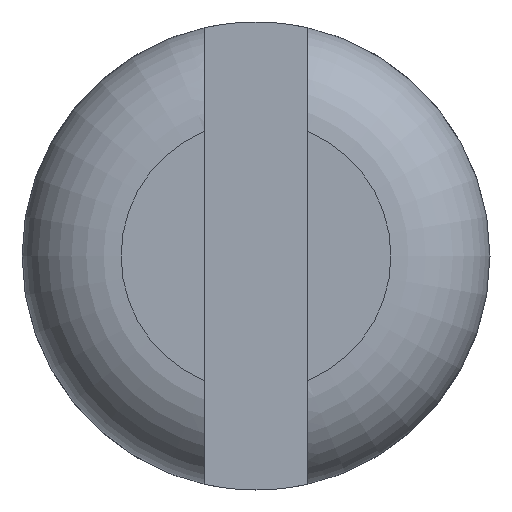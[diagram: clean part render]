
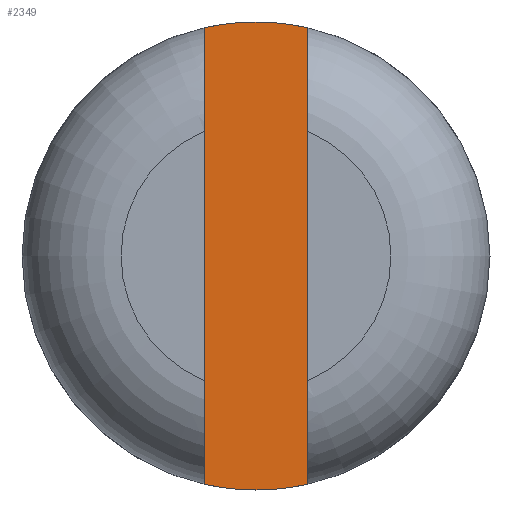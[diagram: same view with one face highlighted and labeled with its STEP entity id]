
A CAD part, left-side view. The second image highlights one B-rep face of the part: STEP entity #2349.
In plain terms, the highlighted planar face has unit normal (-1, 0, 0).
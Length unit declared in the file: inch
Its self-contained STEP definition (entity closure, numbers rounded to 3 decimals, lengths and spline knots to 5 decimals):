
#8 = VERTEX_POINT ( 'NONE', #599 ) ;
#26 = CARTESIAN_POINT ( 'NONE',  ( 0.027, -0.013, 0.05761 ) ) ;
#141 = ORIENTED_EDGE ( 'NONE', *, *, #3357, .F. ) ;
#206 = DIRECTION ( 'NONE',  ( 0., 0., 1. ) ) ;
#486 = DIRECTION ( 'NONE',  ( 0., 0., 1. ) ) ;
#550 = EDGE_CURVE ( 'NONE', #1266, #8, #1369, .T. ) ;
#599 = CARTESIAN_POINT ( 'NONE',  ( 0.027, 0., 0.05906 ) ) ;
#709 = DIRECTION ( 'NONE',  ( 1., 0., 0. ) ) ;
#716 = DIRECTION ( 'NONE',  ( -1., 0., 0. ) ) ;
#826 = AXIS2_PLACEMENT_3D ( 'NONE', #3456, #716, #1799 ) ;
#939 = PLANE ( 'NONE',  #826 ) ;
#942 = AXIS2_PLACEMENT_3D ( 'NONE', #2236, #1149, #1894 ) ;
#988 = DIRECTION ( 'NONE',  ( 0., 0., 1. ) ) ;
#1006 = CARTESIAN_POINT ( 'NONE',  ( 0.027, -0.013, -0.05761 ) ) ;
#1127 = ORIENTED_EDGE ( 'NONE', *, *, #550, .F. ) ;
#1149 = DIRECTION ( 'NONE',  ( 1., 0., 0. ) ) ;
#1266 = VERTEX_POINT ( 'NONE', #1948 ) ;
#1298 = DIRECTION ( 'NONE',  ( 1., 0., 0. ) ) ;
#1319 = AXIS2_PLACEMENT_3D ( 'NONE', #3548, #1298, #206 ) ;
#1333 = EDGE_CURVE ( 'NONE', #1266, #2463, #3144, .T. ) ;
#1335 = CIRCLE ( 'NONE', #942, 0.05906 ) ;
#1365 = CARTESIAN_POINT ( 'NONE',  ( 0.027, 0.013, -0.05761 ) ) ;
#1366 = VERTEX_POINT ( 'NONE', #2944 ) ;
#1369 = CIRCLE ( 'NONE', #1826, 0.05906 ) ;
#1418 = CARTESIAN_POINT ( 'NONE',  ( 0.027, 0., 0. ) ) ;
#1753 = VECTOR ( 'NONE', #486, 39.37008 ) ;
#1799 = DIRECTION ( 'NONE',  ( 0., 0., 1. ) ) ;
#1808 = LINE ( 'NONE', #3486, #1753 ) ;
#1826 = AXIS2_PLACEMENT_3D ( 'NONE', #3159, #709, #988 ) ;
#1839 = VERTEX_POINT ( 'NONE', #26 ) ;
#1894 = DIRECTION ( 'NONE',  ( 0., 0., 1. ) ) ;
#1913 = ORIENTED_EDGE ( 'NONE', *, *, #1333, .T. ) ;
#1948 = CARTESIAN_POINT ( 'NONE',  ( 0.027, 0.013, 0.05761 ) ) ;
#1968 = CIRCLE ( 'NONE', #3524, 0.05906 ) ;
#2105 = EDGE_LOOP ( 'NONE', ( #2564, #141, #1127, #1913, #3320, #2650 ) ) ;
#2236 = CARTESIAN_POINT ( 'NONE',  ( 0.027, 0., 0. ) ) ;
#2256 = DIRECTION ( 'NONE',  ( 0., 0., 1. ) ) ;
#2296 = FACE_OUTER_BOUND ( 'NONE', #2105, .T. ) ;
#2349 = ADVANCED_FACE ( 'NONE', ( #2296 ), #939, .T. ) ;
#2423 = EDGE_CURVE ( 'NONE', #3329, #1366, #3163, .T. ) ;
#2463 = VERTEX_POINT ( 'NONE', #1365 ) ;
#2511 = DIRECTION ( 'NONE',  ( 1., 0., 0. ) ) ;
#2564 = ORIENTED_EDGE ( 'NONE', *, *, #3262, .T. ) ;
#2582 = DIRECTION ( 'NONE',  ( 0., 0., -1. ) ) ;
#2603 = CARTESIAN_POINT ( 'NONE',  ( 0.027, 0.013, 0.05906 ) ) ;
#2650 = ORIENTED_EDGE ( 'NONE', *, *, #2423, .F. ) ;
#2944 = CARTESIAN_POINT ( 'NONE',  ( 0.027, 0., -0.05906 ) ) ;
#3144 = LINE ( 'NONE', #2603, #3221 ) ;
#3159 = CARTESIAN_POINT ( 'NONE',  ( 0.027, 0., 0. ) ) ;
#3163 = CIRCLE ( 'NONE', #1319, 0.05906 ) ;
#3221 = VECTOR ( 'NONE', #2582, 39.37008 ) ;
#3262 = EDGE_CURVE ( 'NONE', #3329, #1839, #1808, .T. ) ;
#3320 = ORIENTED_EDGE ( 'NONE', *, *, #3441, .F. ) ;
#3329 = VERTEX_POINT ( 'NONE', #1006 ) ;
#3357 = EDGE_CURVE ( 'NONE', #8, #1839, #1335, .T. ) ;
#3441 = EDGE_CURVE ( 'NONE', #1366, #2463, #1968, .T. ) ;
#3456 = CARTESIAN_POINT ( 'NONE',  ( 0.027, 0.013, -0.05906 ) ) ;
#3486 = CARTESIAN_POINT ( 'NONE',  ( 0.027, -0.013, -0.05906 ) ) ;
#3524 = AXIS2_PLACEMENT_3D ( 'NONE', #1418, #2511, #2256 ) ;
#3548 = CARTESIAN_POINT ( 'NONE',  ( 0.027, 0., 0. ) ) ;
